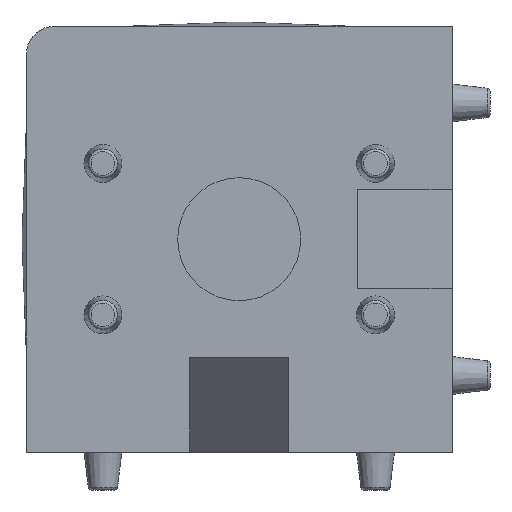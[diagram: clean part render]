
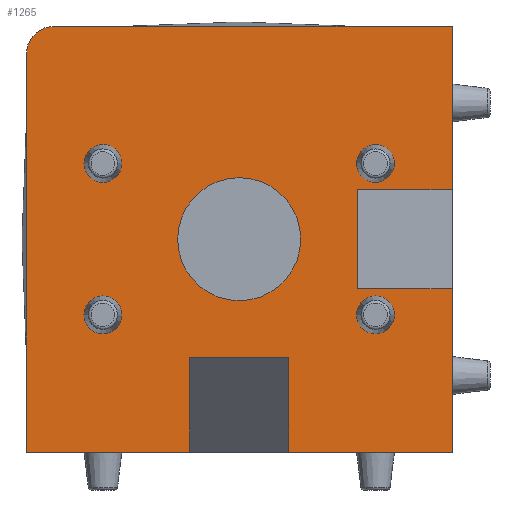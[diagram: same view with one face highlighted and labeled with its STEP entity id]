
A CAD part, front view. The second image highlights one B-rep face of the part: STEP entity #1265.
In plain terms, the highlighted planar face has unit normal (0, -1, 0).
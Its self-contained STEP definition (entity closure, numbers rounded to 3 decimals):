
#58=PLANE('',#1425);
#102=LINE('',#2096,#156);
#110=LINE('',#2114,#164);
#115=LINE('',#2136,#169);
#119=LINE('',#2144,#173);
#122=LINE('',#2286,#176);
#123=LINE('',#2288,#177);
#124=LINE('',#2290,#178);
#125=LINE('',#2291,#179);
#126=LINE('',#2293,#180);
#127=LINE('',#2295,#181);
#128=LINE('',#2296,#182);
#129=LINE('',#2300,#183);
#156=VECTOR('',#1655,1000.);
#164=VECTOR('',#1665,1000.);
#169=VECTOR('',#1684,1000.);
#173=VECTOR('',#1688,1000.);
#176=VECTOR('',#1719,1000.);
#177=VECTOR('',#1720,1000.);
#178=VECTOR('',#1721,1000.);
#179=VECTOR('',#1722,1000.);
#180=VECTOR('',#1723,1000.);
#181=VECTOR('',#1724,1000.);
#182=VECTOR('',#1725,1000.);
#183=VECTOR('',#1728,1000.);
#371=ORIENTED_EDGE('',*,*,#634,.F.);
#372=ORIENTED_EDGE('',*,*,#635,.F.);
#373=ORIENTED_EDGE('',*,*,#636,.F.);
#374=ORIENTED_EDGE('',*,*,#637,.F.);
#375=ORIENTED_EDGE('',*,*,#638,.F.);
#376=ORIENTED_EDGE('',*,*,#591,.T.);
#377=ORIENTED_EDGE('',*,*,#639,.T.);
#378=ORIENTED_EDGE('',*,*,#640,.T.);
#379=ORIENTED_EDGE('',*,*,#641,.F.);
#380=ORIENTED_EDGE('',*,*,#600,.T.);
#381=ORIENTED_EDGE('',*,*,#615,.T.);
#382=ORIENTED_EDGE('',*,*,#642,.F.);
#383=ORIENTED_EDGE('',*,*,#643,.F.);
#384=ORIENTED_EDGE('',*,*,#644,.T.);
#385=ORIENTED_EDGE('',*,*,#611,.T.);
#386=ORIENTED_EDGE('',*,*,#645,.F.);
#387=ORIENTED_EDGE('',*,*,#646,.T.);
#388=ORIENTED_EDGE('',*,*,#647,.F.);
#591=EDGE_CURVE('',#735,#734,#102,.T.);
#600=EDGE_CURVE('',#744,#743,#110,.T.);
#611=EDGE_CURVE('',#754,#753,#115,.T.);
#615=EDGE_CURVE('',#743,#757,#119,.T.);
#634=EDGE_CURVE('',#771,#771,#859,.F.);
#635=EDGE_CURVE('',#772,#772,#860,.F.);
#636=EDGE_CURVE('',#773,#773,#861,.F.);
#637=EDGE_CURVE('',#774,#774,#862,.F.);
#638=EDGE_CURVE('',#775,#775,#863,.T.);
#639=EDGE_CURVE('',#734,#776,#122,.T.);
#640=EDGE_CURVE('',#776,#777,#123,.T.);
#641=EDGE_CURVE('',#744,#777,#124,.T.);
#642=EDGE_CURVE('',#778,#757,#125,.T.);
#643=EDGE_CURVE('',#779,#778,#126,.T.);
#644=EDGE_CURVE('',#779,#754,#127,.T.);
#645=EDGE_CURVE('',#780,#753,#128,.T.);
#646=EDGE_CURVE('',#780,#781,#864,.F.);
#647=EDGE_CURVE('',#735,#781,#129,.T.);
#734=VERTEX_POINT('',#2095);
#735=VERTEX_POINT('',#2097);
#743=VERTEX_POINT('',#2113);
#744=VERTEX_POINT('',#2115);
#753=VERTEX_POINT('',#2135);
#754=VERTEX_POINT('',#2137);
#757=VERTEX_POINT('',#2143);
#771=VERTEX_POINT('',#2277);
#772=VERTEX_POINT('',#2279);
#773=VERTEX_POINT('',#2281);
#774=VERTEX_POINT('',#2283);
#775=VERTEX_POINT('',#2285);
#776=VERTEX_POINT('',#2287);
#777=VERTEX_POINT('',#2289);
#778=VERTEX_POINT('',#2292);
#779=VERTEX_POINT('',#2294);
#780=VERTEX_POINT('',#2297);
#781=VERTEX_POINT('',#2299);
#859=CIRCLE('',#1426,2.);
#860=CIRCLE('',#1427,2.);
#861=CIRCLE('',#1428,2.);
#862=CIRCLE('',#1429,2.);
#863=CIRCLE('',#1430,6.5);
#864=CIRCLE('',#1431,3.);
#947=EDGE_LOOP('',(#371));
#948=EDGE_LOOP('',(#372));
#949=EDGE_LOOP('',(#373));
#950=EDGE_LOOP('',(#374));
#951=EDGE_LOOP('',(#375));
#952=EDGE_LOOP('',(#376,#377,#378,#379,#380,#381,#382,#383,#384,#385,#386,
#387,#388));
#1104=FACE_BOUND('',#947,.T.);
#1105=FACE_BOUND('',#948,.T.);
#1106=FACE_BOUND('',#949,.T.);
#1107=FACE_BOUND('',#950,.T.);
#1108=FACE_BOUND('',#951,.T.);
#1109=FACE_BOUND('',#952,.T.);
#1265=ADVANCED_FACE('',(#1104,#1105,#1106,#1107,#1108,#1109),#58,.F.);
#1425=AXIS2_PLACEMENT_3D('',#2275,#1707,#1708);
#1426=AXIS2_PLACEMENT_3D('',#2276,#1709,#1710);
#1427=AXIS2_PLACEMENT_3D('',#2278,#1711,#1712);
#1428=AXIS2_PLACEMENT_3D('',#2280,#1713,#1714);
#1429=AXIS2_PLACEMENT_3D('',#2282,#1715,#1716);
#1430=AXIS2_PLACEMENT_3D('',#2284,#1717,#1718);
#1431=AXIS2_PLACEMENT_3D('',#2298,#1726,#1727);
#1655=DIRECTION('',(0.,0.,-1.));
#1665=DIRECTION('',(0.,0.,-1.));
#1684=DIRECTION('',(1.,0.,0.));
#1688=DIRECTION('',(1.,0.,0.));
#1707=DIRECTION('',(0.,1.,0.));
#1708=DIRECTION('',(0.,0.,1.));
#1709=DIRECTION('',(0.,1.,0.));
#1710=DIRECTION('',(0.,0.,1.));
#1711=DIRECTION('',(0.,1.,0.));
#1712=DIRECTION('',(0.,0.,1.));
#1713=DIRECTION('',(0.,1.,0.));
#1714=DIRECTION('',(0.,0.,1.));
#1715=DIRECTION('',(0.,1.,0.));
#1716=DIRECTION('',(0.,0.,1.));
#1717=DIRECTION('',(0.,-1.,0.));
#1718=DIRECTION('',(0.,0.,-1.));
#1719=DIRECTION('',(1.,0.,0.));
#1720=DIRECTION('',(0.,0.,-1.));
#1721=DIRECTION('',(1.,0.,0.));
#1722=DIRECTION('',(0.,0.,-1.));
#1723=DIRECTION('',(-1.,0.,0.));
#1724=DIRECTION('',(0.,0.,-1.));
#1725=DIRECTION('',(0.,0.,-1.));
#1726=DIRECTION('',(0.,1.,0.));
#1727=DIRECTION('',(0.,0.,1.));
#1728=DIRECTION('',(1.,0.,0.));
#2095=CARTESIAN_POINT('',(-22.5,-22.5,5.25));
#2096=CARTESIAN_POINT('',(-22.5,-22.5,22.5));
#2097=CARTESIAN_POINT('',(-22.5,-22.5,22.5));
#2113=CARTESIAN_POINT('',(-22.5,-22.5,-22.5));
#2114=CARTESIAN_POINT('',(-22.5,-22.5,22.5));
#2115=CARTESIAN_POINT('',(-22.5,-22.5,-5.25));
#2135=CARTESIAN_POINT('',(22.5,-22.5,-22.5));
#2136=CARTESIAN_POINT('',(-22.5,-22.5,-22.5));
#2137=CARTESIAN_POINT('',(5.25,-22.5,-22.5));
#2143=CARTESIAN_POINT('',(-5.25,-22.5,-22.5));
#2144=CARTESIAN_POINT('',(-22.5,-22.5,-22.5));
#2275=CARTESIAN_POINT('',(-22.5,-22.5,22.5));
#2276=CARTESIAN_POINT('',(-8.,-22.5,14.4));
#2277=CARTESIAN_POINT('',(-8.,-22.5,16.4));
#2278=CARTESIAN_POINT('',(-8.,-22.5,-14.4));
#2279=CARTESIAN_POINT('',(-8.,-22.5,-12.4));
#2280=CARTESIAN_POINT('',(8.,-22.5,14.4));
#2281=CARTESIAN_POINT('',(8.,-22.5,16.4));
#2282=CARTESIAN_POINT('',(8.,-22.5,-14.4));
#2283=CARTESIAN_POINT('',(8.,-22.5,-12.4));
#2284=CARTESIAN_POINT('',(0.,-22.5,0.));
#2285=CARTESIAN_POINT('',(0.,-22.5,-6.5));
#2286=CARTESIAN_POINT('',(-22.5,-22.5,5.25));
#2287=CARTESIAN_POINT('',(-12.5,-22.5,5.25));
#2288=CARTESIAN_POINT('',(-12.5,-22.5,5.25));
#2289=CARTESIAN_POINT('',(-12.5,-22.5,-5.25));
#2290=CARTESIAN_POINT('',(-22.5,-22.5,-5.25));
#2291=CARTESIAN_POINT('',(-5.25,-22.5,-12.5));
#2292=CARTESIAN_POINT('',(-5.25,-22.5,-12.5));
#2293=CARTESIAN_POINT('',(5.25,-22.5,-12.5));
#2294=CARTESIAN_POINT('',(5.25,-22.5,-12.5));
#2295=CARTESIAN_POINT('',(5.25,-22.5,-12.5));
#2296=CARTESIAN_POINT('',(22.5,-22.5,22.5));
#2297=CARTESIAN_POINT('',(22.5,-22.5,19.5));
#2298=CARTESIAN_POINT('',(19.5,-22.5,19.5));
#2299=CARTESIAN_POINT('',(19.5,-22.5,22.5));
#2300=CARTESIAN_POINT('',(-22.5,-22.5,22.5));
